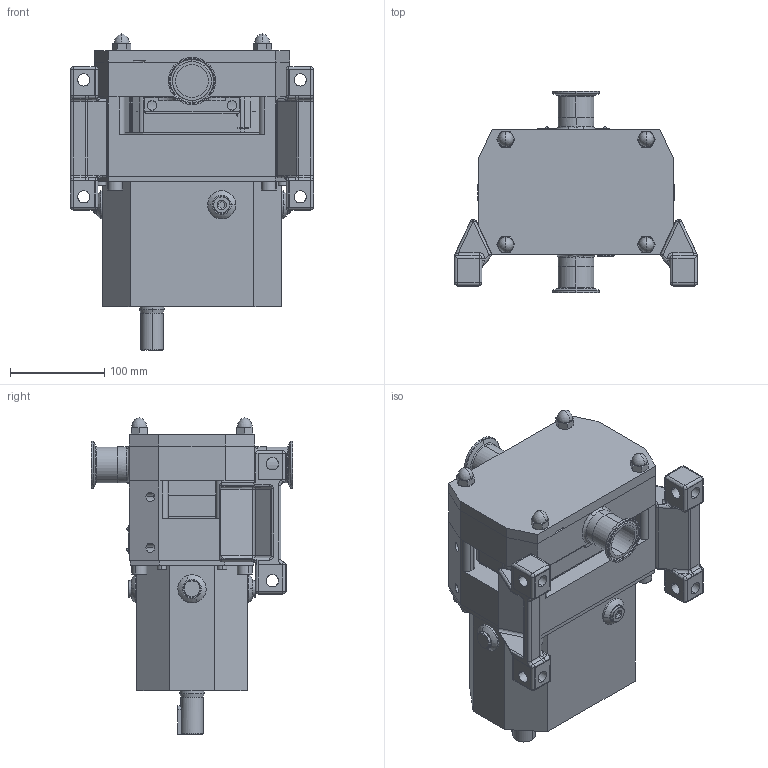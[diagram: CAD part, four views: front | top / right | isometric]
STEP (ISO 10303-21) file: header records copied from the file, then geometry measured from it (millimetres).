
FILE_DESCRIPTION (( 'STEP AP214' ), '1' );
FILE_NAME ('SLCS-TC-LEFT.STEP', '2022-05-13T13:03:44', ( '' ), ( '' ), 'SwSTEP 2.0', 'SolidWorks 2021', '' );
FILE_SCHEMA (( 'AUTOMOTIVE_DESIGN' ));
Length unit declared in the file: millimetre
Products named in the file (3): SLCS-0169 V LHD; Copy of Z94-5121-22 - 1.5 INCH^GA4417; SLCS-TC-LEFT
Assembly tree (3 placements, depth 2):
  SLCS-TC-LEFT
    SLCS-0169 V LHD
    Copy of Z94-5121-22 - 1.5 INCH^GA4417  x2
Bounding box: 258.33 x 214 x 335.55 mm (x, y, z)
Volume: 6337147.2 mm3; surface area: 1016822.3 mm2
Topology: 3 solids, 3 shells, 931 faces, 2327 edges, 1374 vertices
Faces by surface type: plane 374, cylinder 310, torus 98, cone 75, bspline 40, sphere 34
Entity records: 30464 total; most frequent: CARTESIAN_POINT 7680, ORIENTED_EDGE 4472, DIRECTION 4454, EDGE_CURVE 2236, AXIS2_PLACEMENT_3D 1650, VERTEX_POINT 1346, LINE 1154, VECTOR 1154
